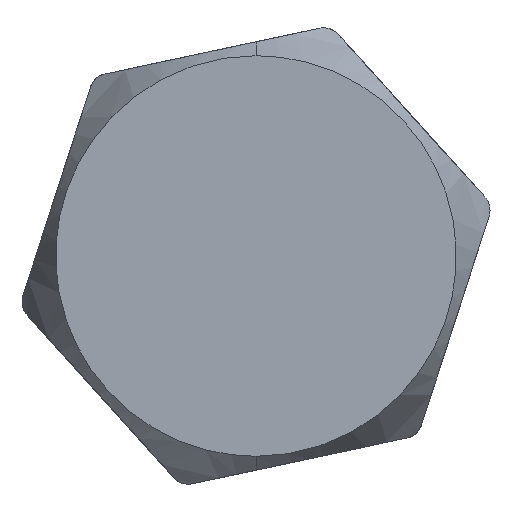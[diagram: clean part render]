
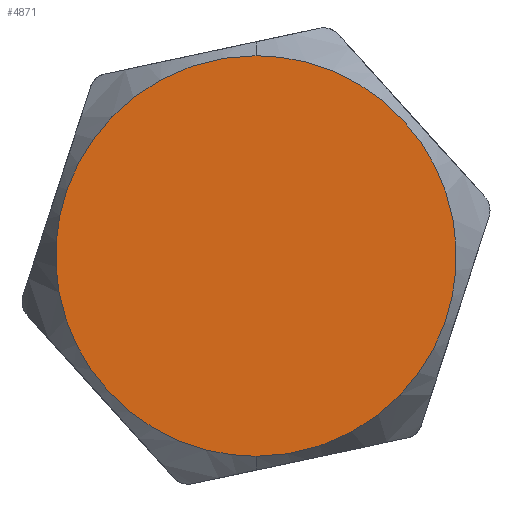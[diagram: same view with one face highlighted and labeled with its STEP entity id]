
A CAD part, front view. The second image highlights one B-rep face of the part: STEP entity #4871.
In plain terms, the highlighted free-form (B-spline) face has degree [1, 1] with [2, 2] control points.
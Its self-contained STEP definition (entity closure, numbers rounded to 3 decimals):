
#4601 = VERTEX_POINT('',#4602);
#4602 = CARTESIAN_POINT('',(0.,0.,
    -3.446));
#4609 = EDGE_CURVE('',#4610,#4601,#4612,.T.);
#4610 = VERTEX_POINT('',#4611);
#4611 = CARTESIAN_POINT('',(0.,0.,3.446));
#4612 = ( BOUNDED_CURVE() B_SPLINE_CURVE(2,(#4613,#4614,#4615,#4616,
#4617),.UNSPECIFIED.,.F.,.F.) B_SPLINE_CURVE_WITH_KNOTS((3,2,3),(
    3.142,4.712,6.283),
.PIECEWISE_BEZIER_KNOTS.) CURVE() GEOMETRIC_REPRESENTATION_ITEM() 
RATIONAL_B_SPLINE_CURVE((1.,0.707,1.,0.707,1.)) 
REPRESENTATION_ITEM('') );
#4613 = CARTESIAN_POINT('',(0.,0.,
    3.446));
#4614 = CARTESIAN_POINT('',(-3.446,0.,
    3.446));
#4615 = CARTESIAN_POINT('',(-3.446,0.,
    0.));
#4616 = CARTESIAN_POINT('',(-3.446,0.,
    -3.446));
#4617 = CARTESIAN_POINT('',(0.,0.,
    -3.446));
#4742 = EDGE_CURVE('',#4601,#4610,#4743,.T.);
#4743 = ( BOUNDED_CURVE() B_SPLINE_CURVE(2,(#4744,#4745,#4746,#4747,
#4748),.UNSPECIFIED.,.F.,.F.) B_SPLINE_CURVE_WITH_KNOTS((3,2,3),(0.,
1.571,3.142),.PIECEWISE_BEZIER_KNOTS.) CURVE() 
GEOMETRIC_REPRESENTATION_ITEM() RATIONAL_B_SPLINE_CURVE((1.,
0.707,1.,0.707,1.)) REPRESENTATION_ITEM('') );
#4744 = CARTESIAN_POINT('',(0.,0.,-3.446));
#4745 = CARTESIAN_POINT('',(3.446,0.,
    -3.446));
#4746 = CARTESIAN_POINT('',(3.446,0.,
    0.));
#4747 = CARTESIAN_POINT('',(3.446,0.,
    3.446));
#4748 = CARTESIAN_POINT('',(0.,0.,
    3.446));
#4871 = ADVANCED_FACE('',(#4872),#4876,.F.);
#4872 = FACE_BOUND('',#4873,.T.);
#4873 = EDGE_LOOP('',(#4874,#4875));
#4874 = ORIENTED_EDGE('',*,*,#4609,.T.);
#4875 = ORIENTED_EDGE('',*,*,#4742,.T.);
#4876 = B_SPLINE_SURFACE_WITH_KNOTS('',1,1,(
    (#4877,#4878)
    ,(#4879,#4880
    )),.UNSPECIFIED.,.F.,.F.,.F.,(2,2),(2,2),(-3.021,
    3.021),(-3.021,3.021),
  .PIECEWISE_BEZIER_KNOTS.);
#4877 = CARTESIAN_POINT('',(-3.446,0.,-3.446));
#4878 = CARTESIAN_POINT('',(3.446,0.,-3.446));
#4879 = CARTESIAN_POINT('',(-3.446,0.,3.446));
#4880 = CARTESIAN_POINT('',(3.446,0.,3.446));
